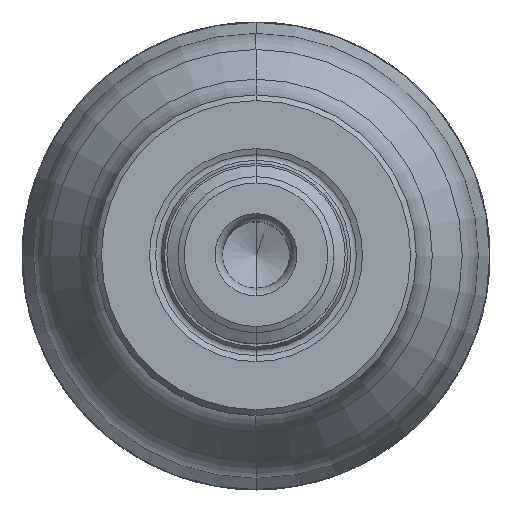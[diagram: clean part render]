
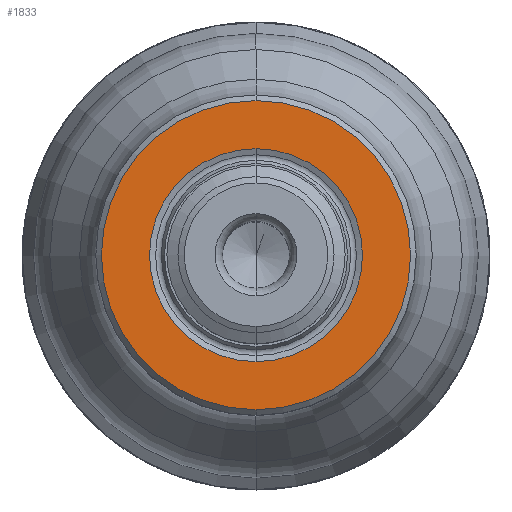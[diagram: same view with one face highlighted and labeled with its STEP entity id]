
A CAD part, top view. The second image highlights one B-rep face of the part: STEP entity #1833.
In plain terms, the highlighted face is planar.
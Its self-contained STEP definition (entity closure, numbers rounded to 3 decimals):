
#580=CARTESIAN_POINT('',(0.,0.,0.));
#581=DIRECTION('',(0.,0.,1.));
#582=DIRECTION('',(0.,1.,0.));
#583=AXIS2_PLACEMENT_3D('',#580,#581,#582);
#588=CARTESIAN_POINT('',(0.,0.,0.));
#589=DIRECTION('',(0.,0.,-1.));
#590=DIRECTION('',(0.,1.,0.));
#591=AXIS2_PLACEMENT_3D('',#588,#589,#590);
#596=CARTESIAN_POINT('',(0.,0.,0.));
#597=DIRECTION('',(0.,0.,-1.));
#598=DIRECTION('',(0.,1.,0.));
#599=AXIS2_PLACEMENT_3D('',#596,#597,#598);
#604=CARTESIAN_POINT('',(0.,0.,0.));
#605=DIRECTION('',(0.,0.,1.));
#606=DIRECTION('',(0.,1.,0.));
#607=AXIS2_PLACEMENT_3D('',#604,#605,#606);
#1205=CARTESIAN_POINT('',(0.,9.554,0.));
#1206=VERTEX_POINT('',#1205);
#1235=CARTESIAN_POINT('',(0.,-9.554,0.));
#1236=VERTEX_POINT('',#1235);
#1237=CARTESIAN_POINT('',(0.,13.875,0.));
#1239=VERTEX_POINT('',#1237);
#1241=CARTESIAN_POINT('',(0.,-13.875,0.));
#1243=VERTEX_POINT('',#1241);
#1818=CARTESIAN_POINT('',(0.,0.,0.));
#1819=DIRECTION('',(0.,0.,-1.));
#1820=DIRECTION('',(0.,-1.,0.));
#1821=AXIS2_PLACEMENT_3D('',#1818,#1819,#1820);
#1822=PLANE('',#1821);
#1823=ORIENTED_EDGE('',*,*,#1800,.T.);
#1824=ORIENTED_EDGE('',*,*,#1811,.F.);
#1825=EDGE_LOOP('',(#1823,#1824));
#1826=FACE_OUTER_BOUND('',#1825,.F.);
#1828=ORIENTED_EDGE('',*,*,#1827,.T.);
#1830=ORIENTED_EDGE('',*,*,#1829,.F.);
#1831=EDGE_LOOP('',(#1828,#1830));
#1832=FACE_BOUND('',#1831,.F.);
#584=CIRCLE('',#583,13.875);
#592=CIRCLE('',#591,13.875);
#600=CIRCLE('',#599,9.554);
#608=CIRCLE('',#607,9.554);
#1800=EDGE_CURVE('',#1239,#1243,#584,.T.);
#1811=EDGE_CURVE('',#1239,#1243,#592,.T.);
#1827=EDGE_CURVE('',#1206,#1236,#600,.T.);
#1829=EDGE_CURVE('',#1206,#1236,#608,.T.);
#1833=ADVANCED_FACE('',(#1826,#1832),#1822,.T.);
